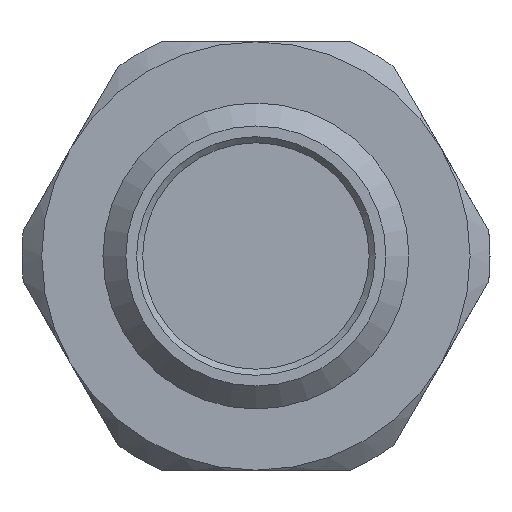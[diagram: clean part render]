
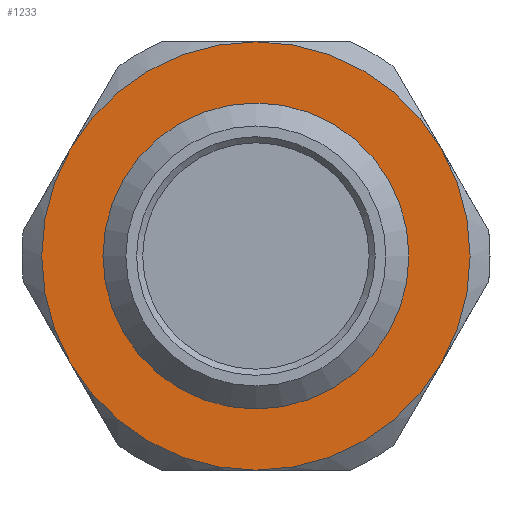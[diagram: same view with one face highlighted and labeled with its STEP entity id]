
A CAD part, front view. The second image highlights one B-rep face of the part: STEP entity #1233.
In plain terms, the highlighted planar face has unit normal (0, -1, 0).
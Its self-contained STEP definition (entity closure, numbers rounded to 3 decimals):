
#221=FACE_BOUND('',#399,.T.);
#321=FACE_OUTER_BOUND('',#398,.T.);
#398=EDGE_LOOP('',(#942,#943,#944,#945,#946,#947));
#399=EDGE_LOOP('',(#948));
#486=CIRCLE('',#1359,7.);
#487=CIRCLE('',#1360,7.);
#488=CIRCLE('',#1361,7.);
#489=CIRCLE('',#1362,7.);
#490=CIRCLE('',#1363,7.);
#491=CIRCLE('',#1364,7.);
#492=CIRCLE('',#1365,5.);
#584=VERTEX_POINT('',#1994);
#585=VERTEX_POINT('',#1995);
#586=VERTEX_POINT('',#1997);
#587=VERTEX_POINT('',#1999);
#588=VERTEX_POINT('',#2001);
#589=VERTEX_POINT('',#2003);
#590=VERTEX_POINT('',#2006);
#714=EDGE_CURVE('',#584,#585,#486,.T.);
#715=EDGE_CURVE('',#585,#586,#487,.T.);
#716=EDGE_CURVE('',#586,#587,#488,.T.);
#717=EDGE_CURVE('',#587,#588,#489,.T.);
#718=EDGE_CURVE('',#588,#589,#490,.T.);
#719=EDGE_CURVE('',#589,#584,#491,.T.);
#720=EDGE_CURVE('',#590,#590,#492,.T.);
#942=ORIENTED_EDGE('',*,*,#714,.T.);
#943=ORIENTED_EDGE('',*,*,#715,.T.);
#944=ORIENTED_EDGE('',*,*,#716,.T.);
#945=ORIENTED_EDGE('',*,*,#717,.T.);
#946=ORIENTED_EDGE('',*,*,#718,.T.);
#947=ORIENTED_EDGE('',*,*,#719,.T.);
#948=ORIENTED_EDGE('',*,*,#720,.F.);
#1194=PLANE('',#1358);
#1233=ADVANCED_FACE('',(#321,#221),#1194,.T.);
#1358=AXIS2_PLACEMENT_3D('',#1993,#1590,#1591);
#1359=AXIS2_PLACEMENT_3D('',#1996,#1592,#1593);
#1360=AXIS2_PLACEMENT_3D('',#1998,#1594,#1595);
#1361=AXIS2_PLACEMENT_3D('',#2000,#1596,#1597);
#1362=AXIS2_PLACEMENT_3D('',#2002,#1598,#1599);
#1363=AXIS2_PLACEMENT_3D('',#2004,#1600,#1601);
#1364=AXIS2_PLACEMENT_3D('',#2005,#1602,#1603);
#1365=AXIS2_PLACEMENT_3D('',#2007,#1604,#1605);
#1590=DIRECTION('center_axis',(0.,-1.,0.));
#1591=DIRECTION('ref_axis',(0.,0.,
1.));
#1592=DIRECTION('center_axis',(0.,-1.,0.));
#1593=DIRECTION('ref_axis',(1.,0.,0.));
#1594=DIRECTION('center_axis',(0.,-1.,0.));
#1595=DIRECTION('ref_axis',(1.,0.,0.));
#1596=DIRECTION('center_axis',(0.,-1.,0.));
#1597=DIRECTION('ref_axis',(1.,0.,0.));
#1598=DIRECTION('center_axis',(0.,-1.,0.));
#1599=DIRECTION('ref_axis',(1.,0.,0.));
#1600=DIRECTION('center_axis',(0.,-1.,0.));
#1601=DIRECTION('ref_axis',(1.,0.,0.));
#1602=DIRECTION('center_axis',(0.,-1.,0.));
#1603=DIRECTION('ref_axis',(1.,0.,0.));
#1604=DIRECTION('center_axis',(0.,-1.,0.));
#1605=DIRECTION('ref_axis',(-1.,0.,0.));
#1993=CARTESIAN_POINT('Origin',(-0.483,-5.296,0.));
#1994=CARTESIAN_POINT('',(-0.171,-5.296,-3.5));
#1995=CARTESIAN_POINT('',(-0.171,-5.296,3.5));
#1996=CARTESIAN_POINT('Origin',(-6.233,-5.296,0.));
#1997=CARTESIAN_POINT('',(-6.233,-5.296,7.));
#1998=CARTESIAN_POINT('Origin',(-6.233,-5.296,0.));
#1999=CARTESIAN_POINT('',(-12.295,-5.296,3.5));
#2000=CARTESIAN_POINT('Origin',(-6.233,-5.296,0.));
#2001=CARTESIAN_POINT('',(-12.295,-5.296,-3.5));
#2002=CARTESIAN_POINT('Origin',(-6.233,-5.296,0.));
#2003=CARTESIAN_POINT('',(-6.233,-5.296,-7.));
#2004=CARTESIAN_POINT('Origin',(-6.233,-5.296,0.));
#2005=CARTESIAN_POINT('Origin',(-6.233,-5.296,0.));
#2006=CARTESIAN_POINT('',(-1.233,-5.296,0.));
#2007=CARTESIAN_POINT('Origin',(-6.233,-5.296,0.));
